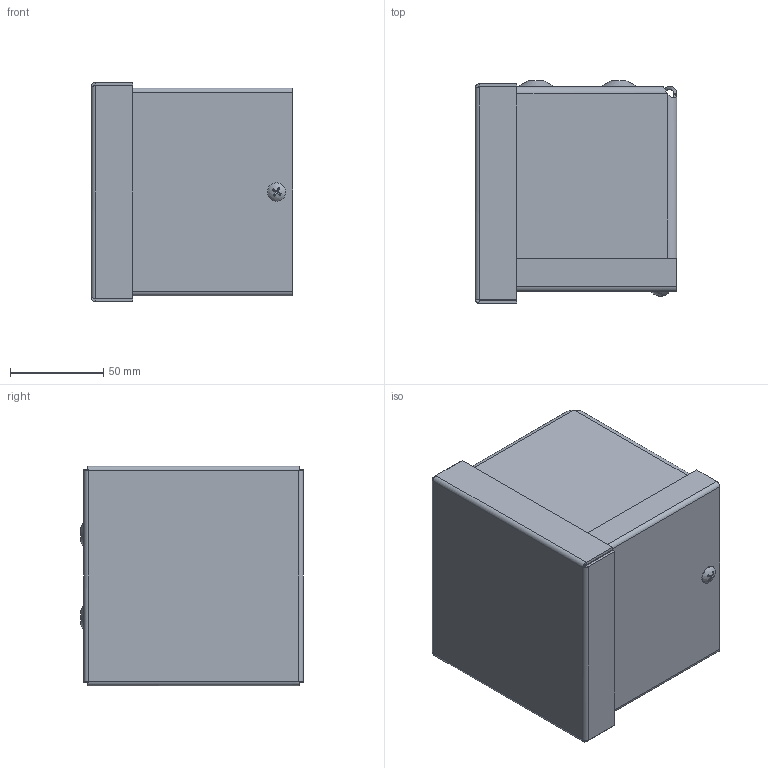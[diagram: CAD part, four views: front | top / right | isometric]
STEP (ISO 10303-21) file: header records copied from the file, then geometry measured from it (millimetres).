
FILE_DESCRIPTION(/* description */ ('RSC040404GNK, WRAP 4X4X4'),/* implementation_level */ '2;1');
FILE_NAME(/* name */ 'RSC040404GNK.iam.stp',/* time_stamp */ '2014-04-17T12:32:50-06:00',/* author */ ('kadelman'),/* organization */ (''),/* preprocessor_version */ 'ST-DEVELOPER v15.2',/* originating_system */ 'Autodesk Inventor 2014',/* authorisation */ '');
FILE_SCHEMA (('AUTOMOTIVE_DESIGN { 1 0 10303 214 3 1 1 }'));
Length unit declared in the file: inch
Products named in the file (6): RSC040404GNK_WRAP; RSC0404GNK_LID; RSC0404GNK_CAP; RSC0404GNK_BKP; 34056; RSC040404GNK
Bounding box: 107.96 x 119.09 x 117.47 mm (x, y, z)
Volume: 161194.7 mm3; surface area: 209557.1 mm2
Topology: 5 solids, 5 shells, 313 faces, 758 edges, 457 vertices
Faces by surface type: plane 128, cylinder 64, bspline 54, torus 32, cone 18, sphere 17
Full cylindrical faces by diameter (mm): 3.759 x1, 4.166 x1, 4.191 x1, 5.803 x1, 7.62 x4, 7.95 x2, 9.754 x1
Entity records: 10154 total; most frequent: CARTESIAN_POINT 3309, ORIENTED_EDGE 1320, DIRECTION 1187, EDGE_CURVE 660, VERTEX_POINT 424, LINE 399, VECTOR 399, EDGE_LOOP 396
